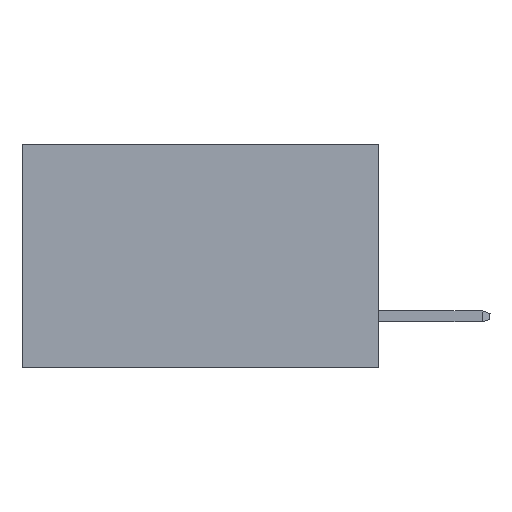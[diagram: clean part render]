
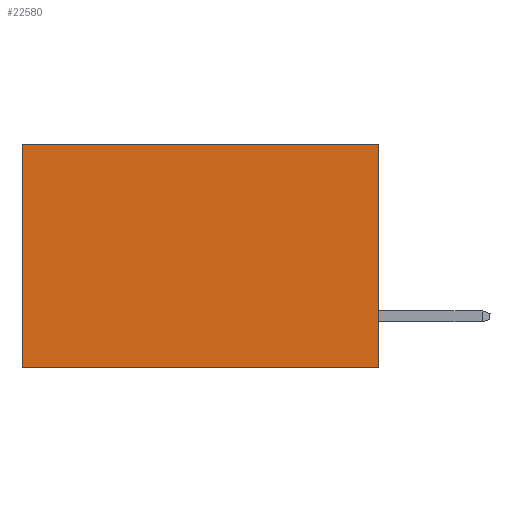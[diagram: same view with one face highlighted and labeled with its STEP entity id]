
A CAD part, left-side view. The second image highlights one B-rep face of the part: STEP entity #22580.
In plain terms, the highlighted planar face has unit normal (-1, 0, 0).
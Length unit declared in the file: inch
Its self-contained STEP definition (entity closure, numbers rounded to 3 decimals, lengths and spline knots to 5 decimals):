
#123 = CARTESIAN_POINT ( 'NONE',  ( 0.277, 0., 0. ) ) ;
#2811 = CARTESIAN_POINT ( 'NONE',  ( 0.277, 0., -0.37 ) ) ;
#4432 = VERTEX_POINT ( 'NONE', #23179 ) ;
#4764 = AXIS2_PLACEMENT_3D ( 'NONE', #2811, #24662, #11583 ) ;
#5303 = CARTESIAN_POINT ( 'NONE',  ( 0.277, 0., 0. ) ) ;
#5354 = VERTEX_POINT ( 'NONE', #21918 ) ;
#6400 = EDGE_CURVE ( 'NONE', #21786, #12014, #13102, .T. ) ;
#6969 = CARTESIAN_POINT ( 'NONE',  ( 0.277, 0., -0.37 ) ) ;
#7479 = DIRECTION ( 'NONE',  ( 0., 1., 0. ) ) ;
#8272 = EDGE_CURVE ( 'NONE', #12014, #4432, #14402, .T. ) ;
#10804 = EDGE_CURVE ( 'NONE', #21786, #5354, #13949, .T. ) ;
#11173 = FACE_OUTER_BOUND ( 'NONE', #20247, .T. ) ;
#11583 = DIRECTION ( 'NONE',  ( 0., 0., -1. ) ) ;
#12014 = VERTEX_POINT ( 'NONE', #22391 ) ;
#12259 = ORIENTED_EDGE ( 'NONE', *, *, #6400, .F. ) ;
#13102 = LINE ( 'NONE', #19118, #24063 ) ;
#13257 = VECTOR ( 'NONE', #7479, 39.37008 ) ;
#13724 = VECTOR ( 'NONE', #26471, 39.37008 ) ;
#13949 = LINE ( 'NONE', #5303, #13257 ) ;
#14273 = LINE ( 'NONE', #26424, #25904 ) ;
#14402 = LINE ( 'NONE', #6969, #13724 ) ;
#15574 = DIRECTION ( 'NONE',  ( 0., 0., -1. ) ) ;
#16263 = ORIENTED_EDGE ( 'NONE', *, *, #8272, .F. ) ;
#19081 = DIRECTION ( 'NONE',  ( 0., 0., -1. ) ) ;
#19118 = CARTESIAN_POINT ( 'NONE',  ( 0.277, 0., -0.37 ) ) ;
#20247 = EDGE_LOOP ( 'NONE', ( #20414, #16263, #12259, #21513 ) ) ;
#20414 = ORIENTED_EDGE ( 'NONE', *, *, #21170, .T. ) ;
#21170 = EDGE_CURVE ( 'NONE', #5354, #4432, #14273, .T. ) ;
#21513 = ORIENTED_EDGE ( 'NONE', *, *, #10804, .T. ) ;
#21786 = VERTEX_POINT ( 'NONE', #123 ) ;
#21918 = CARTESIAN_POINT ( 'NONE',  ( 0.277, 0.59, 0. ) ) ;
#22391 = CARTESIAN_POINT ( 'NONE',  ( 0.277, 0., -0.37 ) ) ;
#22497 = PLANE ( 'NONE',  #4764 ) ;
#22580 = ADVANCED_FACE ( 'NONE', ( #11173 ), #22497, .F. ) ;
#23179 = CARTESIAN_POINT ( 'NONE',  ( 0.277, 0.59, -0.37 ) ) ;
#24063 = VECTOR ( 'NONE', #19081, 39.37008 ) ;
#24662 = DIRECTION ( 'NONE',  ( 1., 0., 0. ) ) ;
#25904 = VECTOR ( 'NONE', #15574, 39.37008 ) ;
#26424 = CARTESIAN_POINT ( 'NONE',  ( 0.277, 0.59, -0.37 ) ) ;
#26471 = DIRECTION ( 'NONE',  ( 0., 1., 0. ) ) ;
